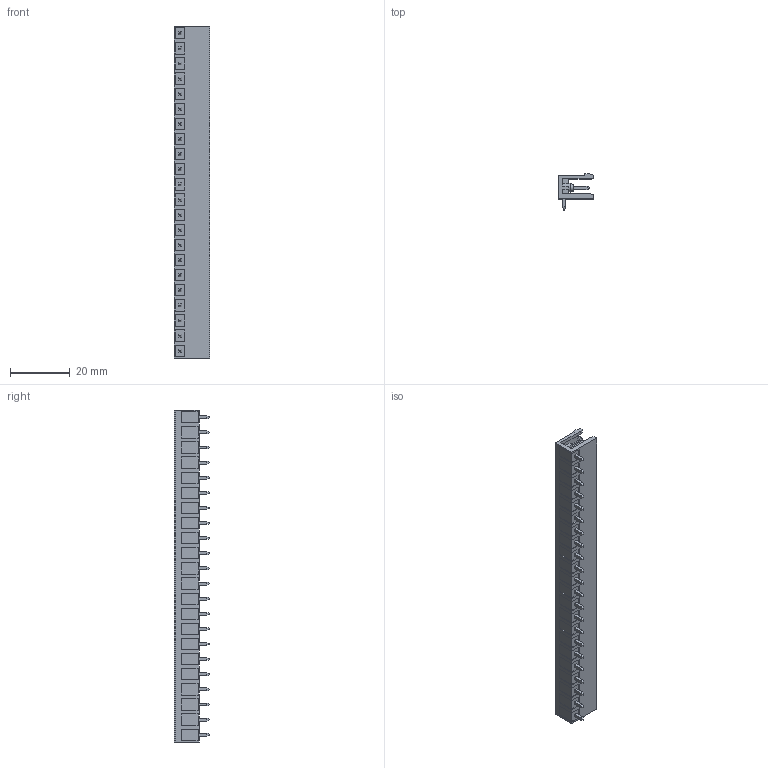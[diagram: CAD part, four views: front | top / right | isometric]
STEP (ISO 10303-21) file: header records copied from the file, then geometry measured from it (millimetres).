
FILE_DESCRIPTION((''),'2;1');
FILE_NAME('11604.1_STL950_22_508_H.stp'),'Autodesk Inventor 11','Autodesk Inventor 11','');
FILE_SCHEMA(('AUTOMOTIVE_DESIGN { 1 0 10303 214 1 1 1 1 }'));
Length unit declared in the file: millimetre
Products named in the file (1): 20090924_STL950_H_Kopie
Bounding box: 12 x 11.97 x 111.56 mm (x, y, z)
Volume: 4544.6 mm3; surface area: 8949.4 mm2
Topology: 1 solids, 1 shells, 1207 faces, 3153 edges, 1992 vertices
Faces by surface type: plane 1031, cylinder 88, cone 88
Full cylindrical faces by diameter (mm): 2.8 x22
Entity records: 35742 total; most frequent: CARTESIAN_POINT 6265, ORIENTED_EDGE 6174, DIRECTION 5833, EDGE_CURVE 3087, VECTOR 2757, LINE 2757, VERTEX_POINT 1970, AXIS2_PLACEMENT_3D 1538
